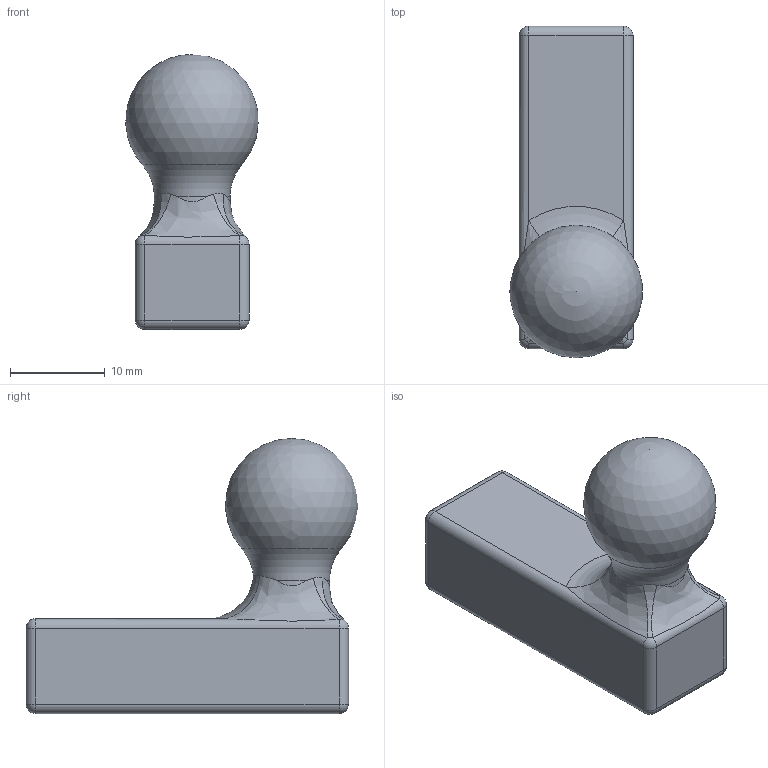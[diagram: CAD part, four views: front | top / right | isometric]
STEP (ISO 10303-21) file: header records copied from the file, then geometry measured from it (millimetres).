
FILE_DESCRIPTION(/* description */ (''),/* implementation_level */ '2;1');
FILE_NAME(/* name */ '08 - syringe clamp.stp',/* time_stamp */ '2023-01-17T10:51:03+01:00',/* author */ ('JN'),/* organization */ (''),/* preprocessor_version */ 'ST-DEVELOPER v18.1',/* originating_system */ 'Autodesk Inventor 2022',/* authorisation */ '');
FILE_SCHEMA (('AUTOMOTIVE_DESIGN { 1 0 10303 214 3 1 1 }'));
Length unit declared in the file: millimetre
Products named in the file (1): Spritzenhalterung
Bounding box: 13.93 x 35 x 29 mm (x, y, z)
Volume: 5659.9 mm3; surface area: 2465.2 mm2
Topology: 1 solids, 1 shells, 41 faces, 93 edges, 48 vertices
Faces by surface type: cylinder 16, sphere 9, plane 7, bspline 6, torus 3
Full cylindrical faces by diameter (mm): 4 x1
Entity records: 1379 total; most frequent: CARTESIAN_POINT 483, DIRECTION 188, ORIENTED_EDGE 172, EDGE_CURVE 86, AXIS2_PLACEMENT_3D 82, VERTEX_POINT 48, CIRCLE 46, EDGE_LOOP 42
